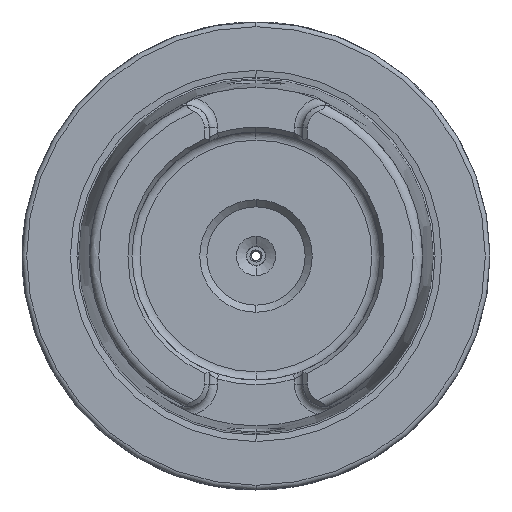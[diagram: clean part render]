
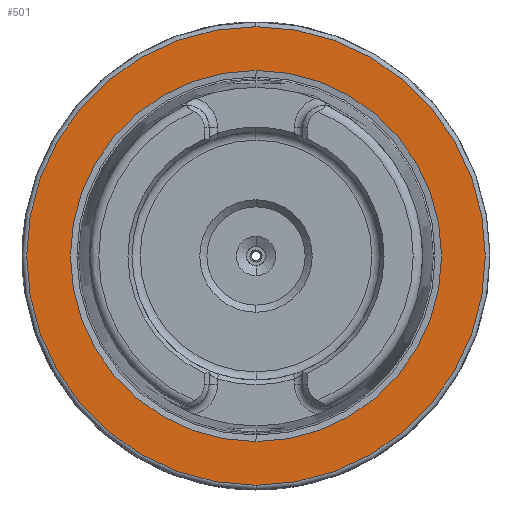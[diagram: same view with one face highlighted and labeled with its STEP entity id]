
A CAD part, left-side view. The second image highlights one B-rep face of the part: STEP entity #501.
In plain terms, the highlighted planar face has unit normal (-1, 0, 0).
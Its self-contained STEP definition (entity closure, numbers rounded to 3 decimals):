
#90 = EDGE_LOOP ( 'NONE', ( #2317, #4356 ) ) ;
#131 = CARTESIAN_POINT ( 'NONE',  ( 0.05, 0., 39.647 ) ) ;
#501 = ADVANCED_FACE ( 'NONE', ( #6757, #5044 ), #4150, .T. ) ;
#557 = DIRECTION ( 'NONE',  ( 0., 0., -1. ) ) ;
#562 = CIRCLE ( 'NONE', #1590, 39.647 ) ;
#711 = CARTESIAN_POINT ( 'NONE',  ( 0.05, 0., 0. ) ) ;
#1020 = VERTEX_POINT ( 'NONE', #3877 ) ;
#1357 = DIRECTION ( 'NONE',  ( 0., 0., -1. ) ) ;
#1589 = DIRECTION ( 'NONE',  ( -1., 0., 0. ) ) ;
#1590 = AXIS2_PLACEMENT_3D ( 'NONE', #6493, #2629, #7136 ) ;
#1927 = VERTEX_POINT ( 'NONE', #2215 ) ;
#2215 = CARTESIAN_POINT ( 'NONE',  ( 0.05, 0., -39.647 ) ) ;
#2289 = CIRCLE ( 'NONE', #7758, 49. ) ;
#2317 = ORIENTED_EDGE ( 'NONE', *, *, #8341, .F. ) ;
#2629 = DIRECTION ( 'NONE',  ( 1., 0., 0. ) ) ;
#2925 = ORIENTED_EDGE ( 'NONE', *, *, #3910, .T. ) ;
#3152 = DIRECTION ( 'NONE',  ( 1., 0., 0. ) ) ;
#3208 = VERTEX_POINT ( 'NONE', #131 ) ;
#3422 = EDGE_LOOP ( 'NONE', ( #2925, #5577 ) ) ;
#3829 = AXIS2_PLACEMENT_3D ( 'NONE', #711, #5219, #1357 ) ;
#3877 = CARTESIAN_POINT ( 'NONE',  ( 0.05, 0., 49. ) ) ;
#3910 = EDGE_CURVE ( 'NONE', #3208, #1927, #562, .T. ) ;
#4150 = PLANE ( 'NONE',  #7821 ) ;
#4356 = ORIENTED_EDGE ( 'NONE', *, *, #5562, .F. ) ;
#4422 = DIRECTION ( 'NONE',  ( 1., 0., 0. ) ) ;
#5044 = FACE_OUTER_BOUND ( 'NONE', #90, .T. ) ;
#5219 = DIRECTION ( 'NONE',  ( 1., 0., 0. ) ) ;
#5422 = AXIS2_PLACEMENT_3D ( 'NONE', #7012, #3152, #7657 ) ;
#5443 = CARTESIAN_POINT ( 'NONE',  ( 0.05, 39.647, 0. ) ) ;
#5562 = EDGE_CURVE ( 'NONE', #1020, #6069, #2289, .T. ) ;
#5577 = ORIENTED_EDGE ( 'NONE', *, *, #6771, .T. ) ;
#6069 = VERTEX_POINT ( 'NONE', #8242 ) ;
#6070 = DIRECTION ( 'NONE',  ( 0., 0., 1. ) ) ;
#6378 = CIRCLE ( 'NONE', #3829, 49. ) ;
#6493 = CARTESIAN_POINT ( 'NONE',  ( 0.05, 0., 0. ) ) ;
#6757 = FACE_BOUND ( 'NONE', #3422, .T. ) ;
#6771 = EDGE_CURVE ( 'NONE', #1927, #3208, #7588, .T. ) ;
#7012 = CARTESIAN_POINT ( 'NONE',  ( 0.05, 0., 0. ) ) ;
#7136 = DIRECTION ( 'NONE',  ( 0., 0., -1. ) ) ;
#7588 = CIRCLE ( 'NONE', #5422, 39.647 ) ;
#7657 = DIRECTION ( 'NONE',  ( 0., 0., -1. ) ) ;
#7758 = AXIS2_PLACEMENT_3D ( 'NONE', #8277, #4422, #557 ) ;
#7821 = AXIS2_PLACEMENT_3D ( 'NONE', #5443, #1589, #6070 ) ;
#8242 = CARTESIAN_POINT ( 'NONE',  ( 0.05, 0., -49. ) ) ;
#8277 = CARTESIAN_POINT ( 'NONE',  ( 0.05, 0., 0. ) ) ;
#8341 = EDGE_CURVE ( 'NONE', #6069, #1020, #6378, .T. ) ;
